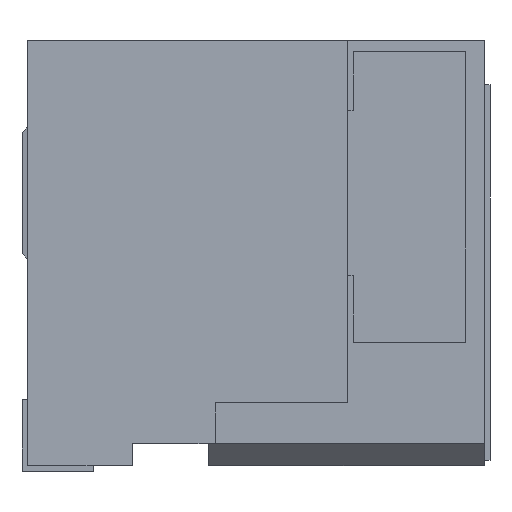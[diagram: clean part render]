
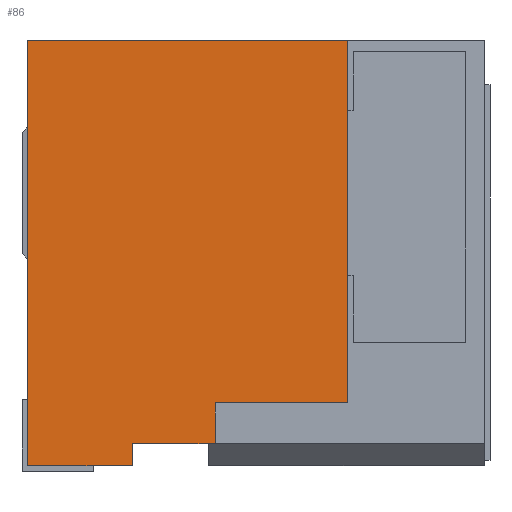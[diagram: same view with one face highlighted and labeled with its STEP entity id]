
A CAD part, left-side view. The second image highlights one B-rep face of the part: STEP entity #86.
In plain terms, the highlighted planar face has unit normal (-1, 0, 0).
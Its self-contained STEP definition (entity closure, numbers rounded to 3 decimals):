
#86=ADVANCED_FACE('',(#397),#247,.T.);
#247=PLANE('',#3232);
#397=FACE_OUTER_BOUND('',#563,.T.);
#563=EDGE_LOOP('',(#853,#854,#855,#856,#857,#858,#859,#860));
#853=ORIENTED_EDGE('',*,*,#2038,.T.);
#854=ORIENTED_EDGE('',*,*,#2039,.T.);
#855=ORIENTED_EDGE('',*,*,#1917,.T.);
#856=ORIENTED_EDGE('',*,*,#2040,.F.);
#857=ORIENTED_EDGE('',*,*,#2041,.F.);
#858=ORIENTED_EDGE('',*,*,#2042,.T.);
#859=ORIENTED_EDGE('',*,*,#2032,.T.);
#860=ORIENTED_EDGE('',*,*,#2043,.T.);
#1619=VERTEX_POINT('',#4197);
#1620=VERTEX_POINT('',#4199);
#1727=VERTEX_POINT('',#4425);
#1728=VERTEX_POINT('',#4427);
#1733=VERTEX_POINT('',#4439);
#1734=VERTEX_POINT('',#4440);
#1735=VERTEX_POINT('',#4443);
#1736=VERTEX_POINT('',#4445);
#1917=EDGE_CURVE('',#1620,#1619,#2364,.T.);
#2032=EDGE_CURVE('',#1728,#1727,#2475,.T.);
#2038=EDGE_CURVE('',#1733,#1734,#2481,.T.);
#2039=EDGE_CURVE('',#1734,#1620,#2482,.T.);
#2040=EDGE_CURVE('',#1735,#1619,#2483,.T.);
#2041=EDGE_CURVE('',#1736,#1735,#2484,.T.);
#2042=EDGE_CURVE('',#1736,#1728,#2485,.T.);
#2043=EDGE_CURVE('',#1727,#1733,#2486,.T.);
#2364=LINE('',#4198,#2795);
#2475=LINE('',#4426,#2906);
#2481=LINE('',#4438,#2912);
#2482=LINE('',#4441,#2913);
#2483=LINE('',#4442,#2914);
#2484=LINE('',#4444,#2915);
#2485=LINE('',#4446,#2916);
#2486=LINE('',#4447,#2917);
#2795=VECTOR('',#3406,1.);
#2906=VECTOR('',#3535,1.);
#2912=VECTOR('',#3543,1.);
#2913=VECTOR('',#3544,1.);
#2914=VECTOR('',#3545,1.);
#2915=VECTOR('',#3546,1.);
#2916=VECTOR('',#3547,1.);
#2917=VECTOR('',#3548,1.);
#3232=AXIS2_PLACEMENT_3D('',#4448,#3549,#3550);
#3406=DIRECTION('',(0.,1.,0.));
#3535=DIRECTION('',(0.,-1.,0.));
#3543=DIRECTION('',(0.,-1.,0.));
#3544=DIRECTION('',(0.,0.,1.));
#3545=DIRECTION('',(0.,0.,1.));
#3546=DIRECTION('',(0.,1.,0.));
#3547=DIRECTION('',(0.,0.,1.));
#3548=DIRECTION('',(0.,0.,1.));
#3549=DIRECTION('',(-1.,0.,0.));
#3550=DIRECTION('',(0.,0.,1.));
#4197=CARTESIAN_POINT('',(-6.,8.45,3.335));
#4198=CARTESIAN_POINT('',(-6.,8.45,3.335));
#4199=CARTESIAN_POINT('',(-6.,5.55,3.335));
#4425=CARTESIAN_POINT('',(-6.,6.75,-0.315));
#4426=CARTESIAN_POINT('',(-6.,7.5,-0.315));
#4427=CARTESIAN_POINT('',(-6.,7.5,-0.315));
#4438=CARTESIAN_POINT('',(-6.,6.75,0.055));
#4439=CARTESIAN_POINT('',(-6.,6.75,0.055));
#4440=CARTESIAN_POINT('',(-6.,5.55,0.055));
#4441=CARTESIAN_POINT('',(-6.,5.55,0.055));
#4442=CARTESIAN_POINT('',(-6.,8.45,3.335));
#4443=CARTESIAN_POINT('',(-6.,8.45,-0.515));
#4444=CARTESIAN_POINT('',(-6.,8.45,-0.515));
#4445=CARTESIAN_POINT('',(-6.,7.5,-0.515));
#4446=CARTESIAN_POINT('',(-6.,7.5,-0.515));
#4447=CARTESIAN_POINT('',(-6.,6.75,-0.315));
#4448=CARTESIAN_POINT('',(-6.,8.45,3.335));
